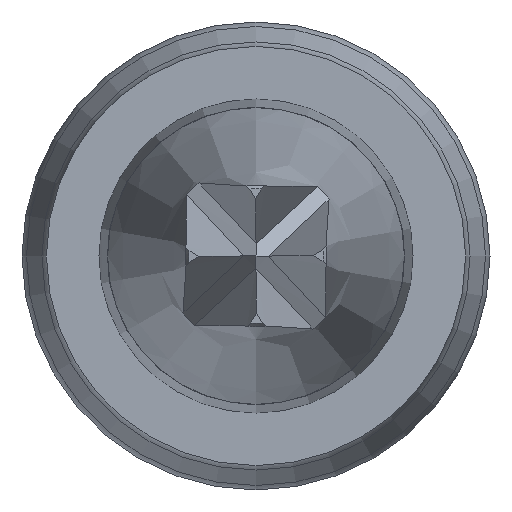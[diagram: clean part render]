
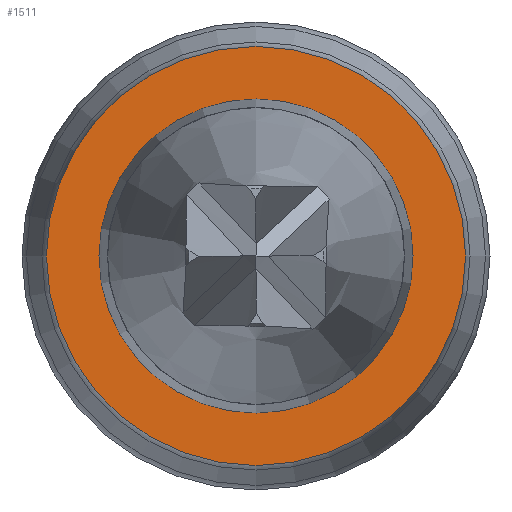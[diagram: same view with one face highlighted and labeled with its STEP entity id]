
A CAD part, left-side view. The second image highlights one B-rep face of the part: STEP entity #1511.
In plain terms, the highlighted planar face has unit normal (-1, 0, 0).
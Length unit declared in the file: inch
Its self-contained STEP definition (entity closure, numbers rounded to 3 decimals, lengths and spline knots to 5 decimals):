
#73 = CARTESIAN_POINT ( 'NONE',  ( -0.50104, 0.00048, -0.018 ) ) ;
#272 = AXIS2_PLACEMENT_3D ( 'NONE', #2894, #529, #1262 ) ;
#291 = DIRECTION ( 'NONE',  ( -1., 0., 0. ) ) ;
#326 = DIRECTION ( 'NONE',  ( 0., 0., -1. ) ) ;
#357 = CARTESIAN_POINT ( 'NONE',  ( -0.50104, 0.00048, 0. ) ) ;
#529 = DIRECTION ( 'NONE',  ( -1., 0., 0. ) ) ;
#698 = EDGE_CURVE ( 'NONE', #737, #737, #776, .T. ) ;
#737 = VERTEX_POINT ( 'NONE', #73 ) ;
#776 = CIRCLE ( 'NONE', #272, 0.018 ) ;
#822 = DIRECTION ( 'NONE',  ( 0., -1., 0. ) ) ;
#824 = PLANE ( 'NONE',  #2205 ) ;
#827 = CIRCLE ( 'NONE', #2567, 0.01349 ) ;
#996 = CARTESIAN_POINT ( 'NONE',  ( -0.50104, -0.01301, 0. ) ) ;
#1222 = FACE_BOUND ( 'NONE', #1434, .T. ) ;
#1262 = DIRECTION ( 'NONE',  ( 0., 0., -1. ) ) ;
#1393 = EDGE_LOOP ( 'NONE', ( #2346 ) ) ;
#1434 = EDGE_LOOP ( 'NONE', ( #2850 ) ) ;
#1511 = ADVANCED_FACE ( 'NONE', ( #1222, #2891 ), #824, .T. ) ;
#1769 = CARTESIAN_POINT ( 'NONE',  ( -0.50104, -0.01752, 0. ) ) ;
#2205 = AXIS2_PLACEMENT_3D ( 'NONE', #1769, #291, #326 ) ;
#2280 = EDGE_CURVE ( 'NONE', #2687, #2687, #827, .T. ) ;
#2346 = ORIENTED_EDGE ( 'NONE', *, *, #698, .T. ) ;
#2567 = AXIS2_PLACEMENT_3D ( 'NONE', #357, #2950, #822 ) ;
#2687 = VERTEX_POINT ( 'NONE', #996 ) ;
#2850 = ORIENTED_EDGE ( 'NONE', *, *, #2280, .F. ) ;
#2891 = FACE_OUTER_BOUND ( 'NONE', #1393, .T. ) ;
#2894 = CARTESIAN_POINT ( 'NONE',  ( -0.50104, 0.00048, 0. ) ) ;
#2950 = DIRECTION ( 'NONE',  ( -1., 0., 0. ) ) ;
